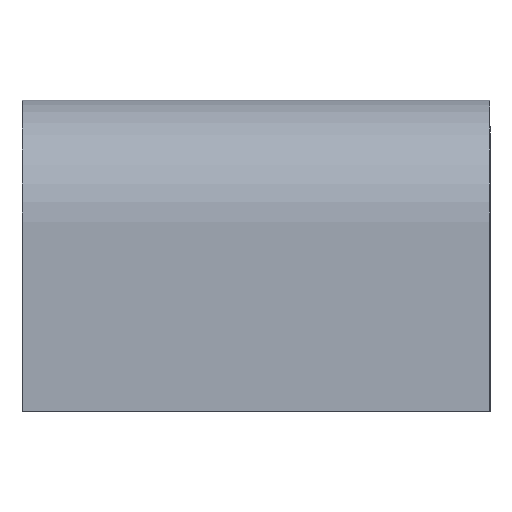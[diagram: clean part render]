
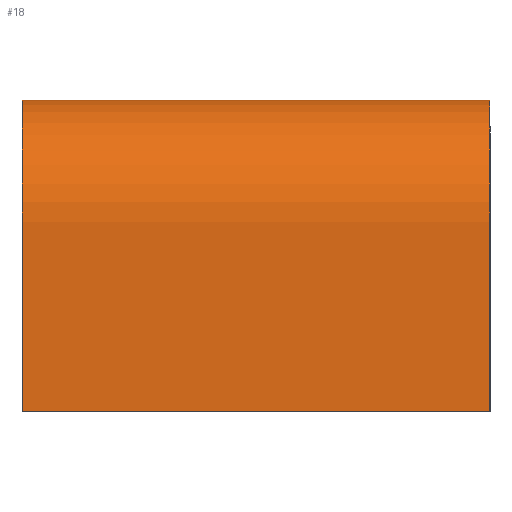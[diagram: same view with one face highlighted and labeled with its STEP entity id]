
A CAD part, left-side view. The second image highlights one B-rep face of the part: STEP entity #18.
In plain terms, the highlighted free-form (B-spline) face has degree [2, 1] with [11, 2] control points.
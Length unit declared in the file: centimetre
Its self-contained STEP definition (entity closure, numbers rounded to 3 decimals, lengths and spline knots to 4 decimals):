
#18=ADVANCED_FACE($,(#24),#77,.T.);
#24=FACE_OUTER_BOUND($,#30,.T.);
#30=EDGE_LOOP($,(#48,#49,#50,#51));
#48=ORIENTED_EDGE($,*,*,#67,.T.);
#49=ORIENTED_EDGE($,*,*,#64,.T.);
#50=ORIENTED_EDGE($,*,*,#66,.F.);
#51=ORIENTED_EDGE($,*,*,#61,.F.);
#61=EDGE_CURVE($,#72,#71,#83,.T.);
#64=EDGE_CURVE($,#75,#74,#85,.T.);
#66=EDGE_CURVE($,#71,#74,#92,.T.);
#67=EDGE_CURVE($,#72,#75,#93,.T.);
#71=VERTEX_POINT($,#307);
#72=VERTEX_POINT($,#308);
#74=VERTEX_POINT($,#310);
#75=VERTEX_POINT($,#311);
#77=(
BOUNDED_SURFACE()
B_SPLINE_SURFACE(2,1,((#281,#282),(#283,#284),(#285,#286),(#287,#288),(#289,
#290),(#291,#292),(#293,#294),(#295,#296),(#297,#298),(#299,#300),(#301,
#302)),.UNSPECIFIED.,.F.,.F.,.F.)
B_SPLINE_SURFACE_WITH_KNOTS((3,2,2,2,2,3),(2,2),(-188.2655,-164.2655,
-139.1327,-51.1327,-26.,-2.),(0.,60.),.UNSPECIFIED.)
GEOMETRIC_REPRESENTATION_ITEM()
RATIONAL_B_SPLINE_SURFACE(((1.,1.),(1.,1.),(1.,1.),(0.707,0.707),
(1.,1.),(1.,1.),(1.,1.),(0.707,0.707),(1.,1.),(1.,
1.),(1.,1.)))
REPRESENTATION_ITEM($)
SURFACE()
);
#83=(
BOUNDED_CURVE()
B_SPLINE_CURVE(2,(#215,#216,#217,#218,#219,#220,#221,#222,#223,#224,#225),
.UNSPECIFIED.,.F.,.F.)
B_SPLINE_CURVE_WITH_KNOTS((3,2,2,2,2,3),(2.,26.,51.1327,139.1327,
164.2655,188.2655),.UNSPECIFIED.)
CURVE()
GEOMETRIC_REPRESENTATION_ITEM()
RATIONAL_B_SPLINE_CURVE((1.,1.,1.,0.707,1.,1.,1.,0.707,
1.,1.,1.))
REPRESENTATION_ITEM($)
);
#85=(
BOUNDED_CURVE()
B_SPLINE_CURVE(2,(#239,#240,#241,#242,#243,#244,#245,#246,#247,#248,#249),
.UNSPECIFIED.,.F.,.F.)
B_SPLINE_CURVE_WITH_KNOTS((3,2,2,2,2,3),(2.,26.,51.1327,139.1327,
164.2655,188.2655),.UNSPECIFIED.)
CURVE()
GEOMETRIC_REPRESENTATION_ITEM()
RATIONAL_B_SPLINE_CURVE((1.,1.,1.,0.707,1.,1.,1.,0.707,
1.,1.,1.))
REPRESENTATION_ITEM($)
);
#92=B_SPLINE_CURVE_WITH_KNOTS($,1,(#252,#253),.UNSPECIFIED.,.F.,.F.,(2,2),
(0.,60.),.UNSPECIFIED.);
#93=B_SPLINE_CURVE_WITH_KNOTS($,1,(#254,#255),.UNSPECIFIED.,.F.,.F.,(2,2),
(0.,60.),.UNSPECIFIED.);
#215=CARTESIAN_POINT($,(120.,0.,0.));
#216=CARTESIAN_POINT($,(120.,0.,12.));
#217=CARTESIAN_POINT($,(120.,0.,24.));
#218=CARTESIAN_POINT($,(120.,0.,40.));
#219=CARTESIAN_POINT($,(104.,0.,40.));
#220=CARTESIAN_POINT($,(60.,0.,40.));
#221=CARTESIAN_POINT($,(16.,0.,40.));
#222=CARTESIAN_POINT($,(0.,0.,40.));
#223=CARTESIAN_POINT($,(0.,0.,24.));
#224=CARTESIAN_POINT($,(0.,0.,12.));
#225=CARTESIAN_POINT($,(0.,0.,0.));
#239=CARTESIAN_POINT($,(120.,60.,0.));
#240=CARTESIAN_POINT($,(120.,60.,12.));
#241=CARTESIAN_POINT($,(120.,60.,24.));
#242=CARTESIAN_POINT($,(120.,60.,40.));
#243=CARTESIAN_POINT($,(104.,60.,40.));
#244=CARTESIAN_POINT($,(60.,60.,40.));
#245=CARTESIAN_POINT($,(16.,60.,40.));
#246=CARTESIAN_POINT($,(0.,60.,40.));
#247=CARTESIAN_POINT($,(0.,60.,24.));
#248=CARTESIAN_POINT($,(0.,60.,12.));
#249=CARTESIAN_POINT($,(0.,60.,0.));
#252=CARTESIAN_POINT($,(0.,0.,0.));
#253=CARTESIAN_POINT($,(0.,60.,0.));
#254=CARTESIAN_POINT($,(120.,0.,0.));
#255=CARTESIAN_POINT($,(120.,60.,0.));
#281=CARTESIAN_POINT($,(0.,0.,0.));
#282=CARTESIAN_POINT($,(0.,60.,0.));
#283=CARTESIAN_POINT($,(0.,0.,12.));
#284=CARTESIAN_POINT($,(0.,60.,12.));
#285=CARTESIAN_POINT($,(0.,0.,24.));
#286=CARTESIAN_POINT($,(0.,60.,24.));
#287=CARTESIAN_POINT($,(0.,0.,40.));
#288=CARTESIAN_POINT($,(0.,60.,40.));
#289=CARTESIAN_POINT($,(16.,0.,40.));
#290=CARTESIAN_POINT($,(16.,60.,40.));
#291=CARTESIAN_POINT($,(60.,0.,40.));
#292=CARTESIAN_POINT($,(60.,60.,40.));
#293=CARTESIAN_POINT($,(104.,0.,40.));
#294=CARTESIAN_POINT($,(104.,60.,40.));
#295=CARTESIAN_POINT($,(120.,0.,40.));
#296=CARTESIAN_POINT($,(120.,60.,40.));
#297=CARTESIAN_POINT($,(120.,0.,24.));
#298=CARTESIAN_POINT($,(120.,60.,24.));
#299=CARTESIAN_POINT($,(120.,0.,12.));
#300=CARTESIAN_POINT($,(120.,60.,12.));
#301=CARTESIAN_POINT($,(120.,0.,0.));
#302=CARTESIAN_POINT($,(120.,60.,0.));
#307=CARTESIAN_POINT($,(0.,0.,0.));
#308=CARTESIAN_POINT($,(120.,0.,0.));
#310=CARTESIAN_POINT($,(0.,60.,0.));
#311=CARTESIAN_POINT($,(120.,60.,0.));
